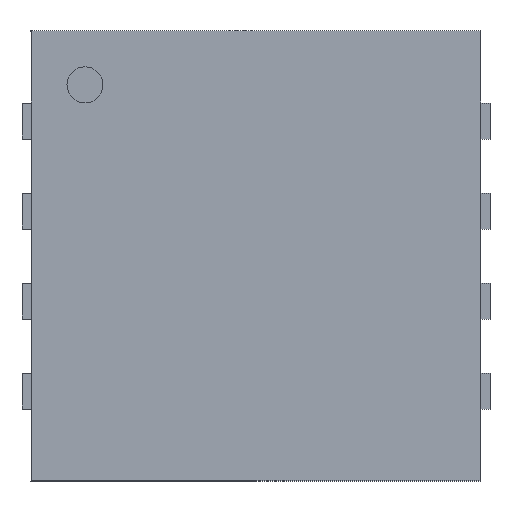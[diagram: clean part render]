
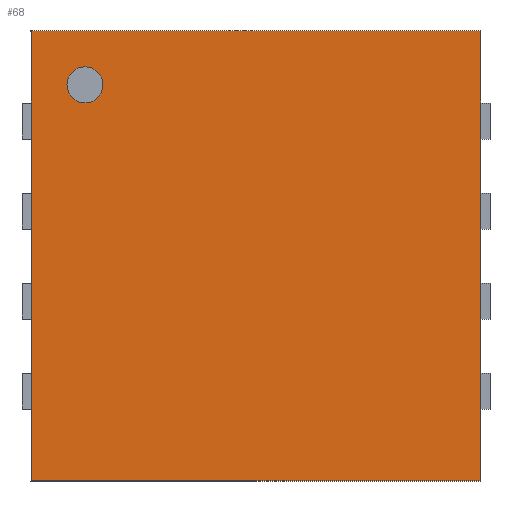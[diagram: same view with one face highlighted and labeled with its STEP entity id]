
A CAD part, top view. The second image highlights one B-rep face of the part: STEP entity #68.
In plain terms, the highlighted planar face has unit normal (0, 0, 1).
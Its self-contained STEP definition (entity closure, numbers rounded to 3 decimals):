
#68 = ADVANCED_FACE( '', ( #167, #168 ), #169, .T. );
#167 = FACE_OUTER_BOUND( '', #296, .T. );
#168 = FACE_BOUND( '', #297, .T. );
#169 = PLANE( '', #298 );
#296 = EDGE_LOOP( '', ( #429, #430, #431, #432 ) );
#297 = EDGE_LOOP( '', ( #433 ) );
#298 = AXIS2_PLACEMENT_3D( '', #434, #435, #436 );
#429 = ORIENTED_EDGE( '', *, *, #802, .T. );
#430 = ORIENTED_EDGE( '', *, *, #803, .T. );
#431 = ORIENTED_EDGE( '', *, *, #804, .T. );
#432 = ORIENTED_EDGE( '', *, *, #805, .T. );
#433 = ORIENTED_EDGE( '', *, *, #806, .T. );
#434 = CARTESIAN_POINT( '', ( 0., 0., 1. ) );
#435 = DIRECTION( '', ( 0., 0., 1. ) );
#436 = DIRECTION( '', ( 1., 0., 0. ) );
#802 = EDGE_CURVE( '', #958, #959, #960, .T. );
#803 = EDGE_CURVE( '', #959, #961, #962, .T. );
#804 = EDGE_CURVE( '', #961, #963, #964, .T. );
#805 = EDGE_CURVE( '', #963, #958, #965, .T. );
#806 = EDGE_CURVE( '', #966, #966, #967, .T. );
#958 = VERTEX_POINT( '', #1189 );
#959 = VERTEX_POINT( '', #1190 );
#960 = LINE( '', #1191, #1192 );
#961 = VERTEX_POINT( '', #1193 );
#962 = LINE( '', #1194, #1195 );
#963 = VERTEX_POINT( '', #1196 );
#964 = LINE( '', #1197, #1198 );
#965 = LINE( '', #1199, #1200 );
#966 = VERTEX_POINT( '', #1201 );
#967 = CIRCLE( '', #1202, 0.1 );
#1189 = CARTESIAN_POINT( '', ( 1.25, -1.25, 1. ) );
#1190 = CARTESIAN_POINT( '', ( 1.25, 1.25, 1. ) );
#1191 = CARTESIAN_POINT( '', ( 1.25, -1.25, 1. ) );
#1192 = VECTOR( '', #1505, 1000. );
#1193 = CARTESIAN_POINT( '', ( -1.25, 1.25, 1. ) );
#1194 = CARTESIAN_POINT( '', ( 1.25, 1.25, 1. ) );
#1195 = VECTOR( '', #1506, 1000. );
#1196 = CARTESIAN_POINT( '', ( -1.25, -1.25, 1. ) );
#1197 = CARTESIAN_POINT( '', ( -1.25, 1.25, 1. ) );
#1198 = VECTOR( '', #1507, 1000. );
#1199 = CARTESIAN_POINT( '', ( -1.25, -1.25, 1. ) );
#1200 = VECTOR( '', #1508, 1000. );
#1201 = CARTESIAN_POINT( '', ( -0.85, 0.95, 1. ) );
#1202 = AXIS2_PLACEMENT_3D( '', #1509, #1510, #1511 );
#1505 = DIRECTION( '', ( 0., 1., 0. ) );
#1506 = DIRECTION( '', ( -1., 0., 0. ) );
#1507 = DIRECTION( '', ( 0., -1., 0. ) );
#1508 = DIRECTION( '', ( 1., 0., 0. ) );
#1509 = CARTESIAN_POINT( '', ( -0.95, 0.95, 1. ) );
#1510 = DIRECTION( '', ( 0., 0., -1. ) );
#1511 = DIRECTION( '', ( 1., 0., 0. ) );
